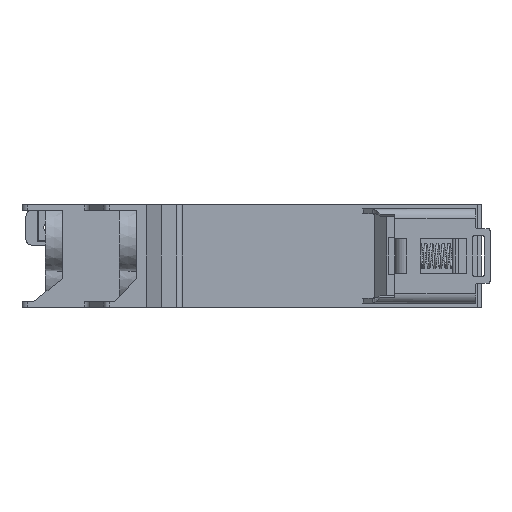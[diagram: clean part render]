
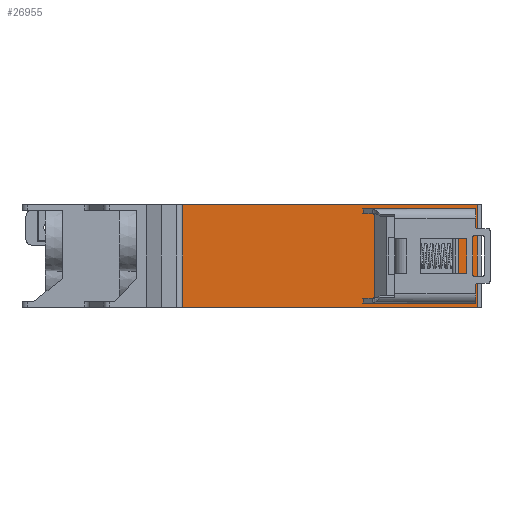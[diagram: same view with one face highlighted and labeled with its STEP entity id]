
A CAD part, front view. The second image highlights one B-rep face of the part: STEP entity #26955.
In plain terms, the highlighted planar face has unit normal (0, -1, 0).
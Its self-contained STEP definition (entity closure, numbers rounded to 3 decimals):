
#18713=DIRECTION('',(-1.,0.,0.));
#18714=VECTOR('',#18713,53.174);
#18715=CARTESIAN_POINT('',(63.867,10.768,-17.8));
#18716=LINE('',#18715,#18714);
#21825=DIRECTION('',(0.,0.,-1.));
#21826=VECTOR('',#21825,17.8);
#21827=CARTESIAN_POINT('',(63.867,10.768,0.));
#21828=LINE('',#21827,#21826);
#21832=DIRECTION('',(0.,0.,-1.));
#21833=VECTOR('',#21832,17.8);
#21834=CARTESIAN_POINT('',(10.692,10.768,0.));
#21835=LINE('',#21834,#21833);
#21839=DIRECTION('',(-1.,0.,0.));
#21840=VECTOR('',#21839,53.174);
#21841=CARTESIAN_POINT('',(63.867,10.768,0.));
#21842=LINE('',#21841,#21840);
#21846=DIRECTION('',(-1.,0.,0.));
#21847=VECTOR('',#21846,14.4);
#21848=CARTESIAN_POINT('',(60.567,10.768,-14.55));
#21849=LINE('',#21848,#21847);
#21930=DIRECTION('',(0.,0.,1.));
#21931=VECTOR('',#21930,11.3);
#21932=CARTESIAN_POINT('',(60.567,10.768,-14.55));
#21933=LINE('',#21932,#21931);
#22029=DIRECTION('',(0.,0.,-1.));
#22030=VECTOR('',#22029,11.3);
#22031=CARTESIAN_POINT('',(46.167,10.768,-3.25));
#22032=LINE('',#22031,#22030);
#22185=DIRECTION('',(-1.,0.,0.));
#22186=VECTOR('',#22185,14.4);
#22187=CARTESIAN_POINT('',(60.567,10.768,-3.25));
#22188=LINE('',#22187,#22186);
#22884=CARTESIAN_POINT('',(63.867,10.768,0.));
#22886=VERTEX_POINT('',#22884);
#22940=CARTESIAN_POINT('',(60.567,10.768,-14.55));
#22941=CARTESIAN_POINT('',(60.567,10.768,-3.25));
#22942=VERTEX_POINT('',#22940);
#22943=VERTEX_POINT('',#22941);
#23108=CARTESIAN_POINT('',(10.692,10.768,0.));
#23110=VERTEX_POINT('',#23108);
#23185=CARTESIAN_POINT('',(46.167,10.768,-14.55));
#23186=VERTEX_POINT('',#23185);
#23238=CARTESIAN_POINT('',(10.692,10.768,-17.8));
#23239=VERTEX_POINT('',#23238);
#23242=CARTESIAN_POINT('',(63.867,10.768,-17.8));
#23243=VERTEX_POINT('',#23242);
#23246=CARTESIAN_POINT('',(46.167,10.768,-3.25));
#23247=VERTEX_POINT('',#23246);
#26933=CARTESIAN_POINT('',(10.692,10.768,-17.8));
#26934=DIRECTION('',(0.,-1.,0.));
#26935=DIRECTION('',(0.,0.,-1.));
#26936=AXIS2_PLACEMENT_3D('',#26933,#26934,#26935);
#26937=PLANE('',#26936);
#26938=ORIENTED_EDGE('',*,*,#23546,.T.);
#26940=ORIENTED_EDGE('',*,*,#26939,.F.);
#26941=ORIENTED_EDGE('',*,*,#23933,.F.);
#26942=ORIENTED_EDGE('',*,*,#26921,.T.);
#26943=EDGE_LOOP('',(#26938,#26940,#26941,#26942));
#26944=FACE_OUTER_BOUND('',#26943,.F.);
#26946=ORIENTED_EDGE('',*,*,#26945,.T.);
#26948=ORIENTED_EDGE('',*,*,#26947,.T.);
#26950=ORIENTED_EDGE('',*,*,#26949,.T.);
#26952=ORIENTED_EDGE('',*,*,#26951,.F.);
#26953=EDGE_LOOP('',(#26946,#26948,#26950,#26952));
#26954=FACE_BOUND('',#26953,.F.);
#23546=EDGE_CURVE('',#23243,#23239,#18716,.T.);
#23933=EDGE_CURVE('',#22886,#23110,#21842,.T.);
#26921=EDGE_CURVE('',#22886,#23243,#21828,.T.);
#26939=EDGE_CURVE('',#23110,#23239,#21835,.T.);
#26945=EDGE_CURVE('',#22942,#22943,#21933,.T.);
#26947=EDGE_CURVE('',#22943,#23247,#22188,.T.);
#26949=EDGE_CURVE('',#23247,#23186,#22032,.T.);
#26951=EDGE_CURVE('',#22942,#23186,#21849,.T.);
#26955=ADVANCED_FACE('',(#26944,#26954),#26937,.T.);
